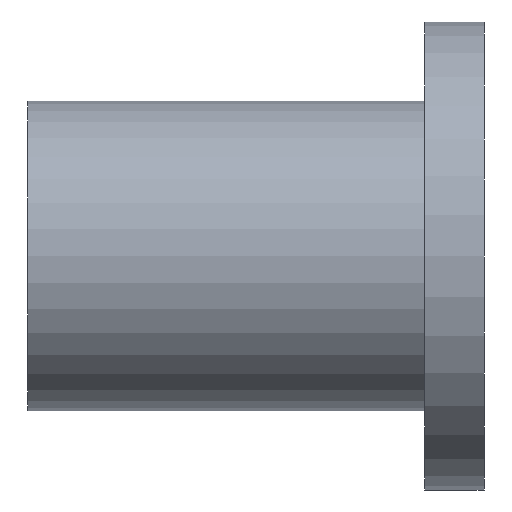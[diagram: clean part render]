
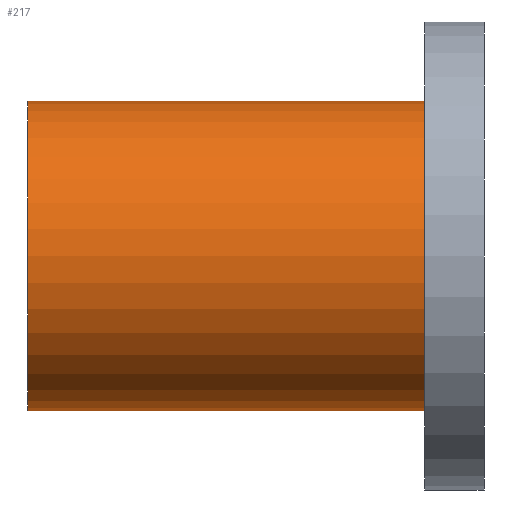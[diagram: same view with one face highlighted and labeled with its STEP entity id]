
A CAD part, front view. The second image highlights one B-rep face of the part: STEP entity #217.
In plain terms, the highlighted cylindrical face has radius 3.9 mm (diameter 7.8 mm), a partial arc.
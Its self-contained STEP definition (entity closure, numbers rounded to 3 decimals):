
#8 = DIRECTION ( 'NONE',  ( -1., 0., 0. ) ) ;
#10 = CARTESIAN_POINT ( 'NONE',  ( 112.3, 22., 50.4 ) ) ;
#11 = ORIENTED_EDGE ( 'NONE', *, *, #79, .F. ) ;
#17 = DIRECTION ( 'NONE',  ( 1., 0., 0. ) ) ;
#30 = CARTESIAN_POINT ( 'NONE',  ( 112.3, 22., 46.5 ) ) ;
#33 = CYLINDRICAL_SURFACE ( 'NONE', #136, 3.9 ) ;
#51 = VERTEX_POINT ( 'NONE', #66 ) ;
#55 = CARTESIAN_POINT ( 'NONE',  ( 112.3, 22., 46.5 ) ) ;
#66 = CARTESIAN_POINT ( 'NONE',  ( 122.3, 22., 50.4 ) ) ;
#68 = DIRECTION ( 'NONE',  ( 0., 0., 1. ) ) ;
#73 = ORIENTED_EDGE ( 'NONE', *, *, #235, .F. ) ;
#74 = VECTOR ( 'NONE', #141, 1000. ) ;
#79 = EDGE_CURVE ( 'NONE', #178, #193, #100, .T. ) ;
#87 = CARTESIAN_POINT ( 'NONE',  ( 112.3, 22., 42.6 ) ) ;
#89 = VECTOR ( 'NONE', #240, 1000. ) ;
#100 = CIRCLE ( 'NONE', #177, 3.9 ) ;
#101 = DIRECTION ( 'NONE',  ( 0., 0., -1. ) ) ;
#107 = CIRCLE ( 'NONE', #161, 3.9 ) ;
#108 = DIRECTION ( 'NONE',  ( -1., 0., 0. ) ) ;
#114 = VERTEX_POINT ( 'NONE', #181 ) ;
#121 = CARTESIAN_POINT ( 'NONE',  ( 112.3, 22., 50.4 ) ) ;
#131 = CARTESIAN_POINT ( 'NONE',  ( 122.3, 22., 46.5 ) ) ;
#136 = AXIS2_PLACEMENT_3D ( 'NONE', #55, #17, #101 ) ;
#140 = CARTESIAN_POINT ( 'NONE',  ( 112.3, 22., 42.6 ) ) ;
#141 = DIRECTION ( 'NONE',  ( 1., 0., 0. ) ) ;
#144 = EDGE_CURVE ( 'NONE', #114, #51, #107, .T. ) ;
#161 = AXIS2_PLACEMENT_3D ( 'NONE', #131, #108, #191 ) ;
#169 = LINE ( 'NONE', #10, #89 ) ;
#177 = AXIS2_PLACEMENT_3D ( 'NONE', #30, #8, #68 ) ;
#178 = VERTEX_POINT ( 'NONE', #140 ) ;
#181 = CARTESIAN_POINT ( 'NONE',  ( 122.3, 22., 42.6 ) ) ;
#191 = DIRECTION ( 'NONE',  ( 0., 0., 1. ) ) ;
#193 = VERTEX_POINT ( 'NONE', #121 ) ;
#196 = ORIENTED_EDGE ( 'NONE', *, *, #144, .T. ) ;
#197 = FACE_OUTER_BOUND ( 'NONE', #241, .T. ) ;
#198 = ORIENTED_EDGE ( 'NONE', *, *, #238, .T. ) ;
#202 = LINE ( 'NONE', #87, #74 ) ;
#217 = ADVANCED_FACE ( 'NONE', ( #197 ), #33, .T. ) ;
#235 = EDGE_CURVE ( 'NONE', #193, #51, #169, .T. ) ;
#238 = EDGE_CURVE ( 'NONE', #178, #114, #202, .T. ) ;
#240 = DIRECTION ( 'NONE',  ( 1., 0., 0. ) ) ;
#241 = EDGE_LOOP ( 'NONE', ( #73, #11, #198, #196 ) ) ;
